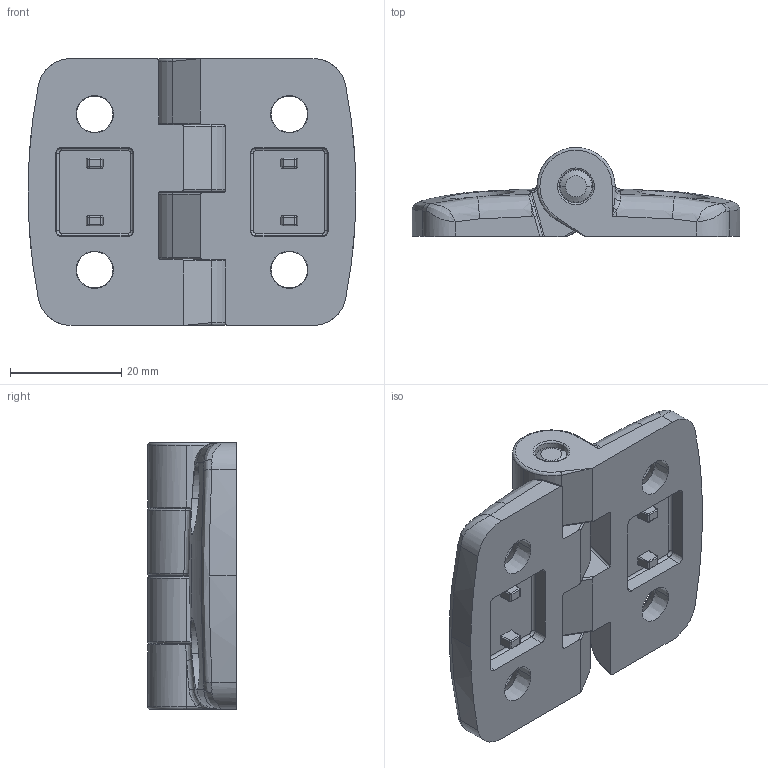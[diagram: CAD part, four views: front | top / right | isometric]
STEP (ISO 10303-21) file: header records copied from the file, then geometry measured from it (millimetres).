
FILE_DESCRIPTION (( 'STEP AP214' ), '1' );
FILE_NAME ('02_3D_Step_Files 095A3030FS20.step', '2023-03-25T08:52:46', ( '' ), ( '' ), 'SwSTEP 2.0', 'SolidWorks 2022', '' );
FILE_SCHEMA (( 'AUTOMOTIVE_DESIGN' ));
Length unit declared in the file: millimetre
Products named in the file (4): 095K.02E_095A.02E; 02_3D_Step_Files 095A3030FS20; 340me383_Standard; 095a25f_095A30FS20
Assembly tree (7 placements, depth 2):
  02_3D_Step_Files 095A3030FS20
    095K.02E_095A.02E
    340me383_Standard  x4
    095a25f_095A30FS20  x2
Bounding box: 59 x 15.95 x 48 mm (x, y, z)
Volume: 20285.1 mm3; surface area: 13214.1 mm2
Topology: 7 solids, 7 shells, 577 faces, 1430 edges, 857 vertices
Faces by surface type: plane 224, cylinder 159, cone 78, bspline 72, torus 42, sphere 2
Entity records: 12745 total; most frequent: CARTESIAN_POINT 4149, ORIENTED_EDGE 1828, DIRECTION 1722, EDGE_CURVE 914, AXIS2_PLACEMENT_3D 657, VERTEX_POINT 555, VECTOR 408, LINE 408
